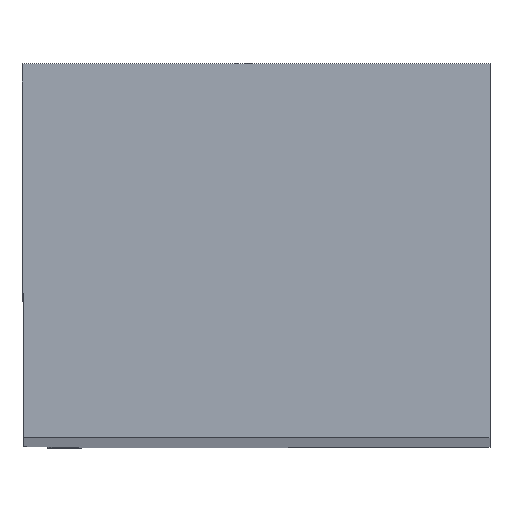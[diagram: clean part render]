
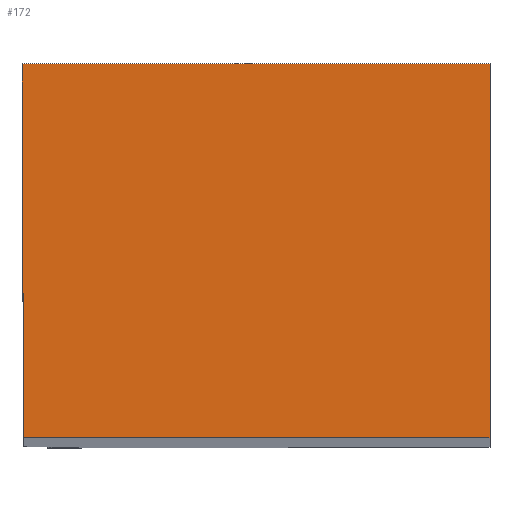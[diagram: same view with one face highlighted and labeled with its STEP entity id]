
A CAD part, top view. The second image highlights one B-rep face of the part: STEP entity #172.
In plain terms, the highlighted planar face has unit normal (0, 0, 1).
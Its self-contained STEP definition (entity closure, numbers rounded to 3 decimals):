
#172=ADVANCED_FACE('',(#226),#205,.T.);
#205=PLANE('',#751);
#226=FACE_OUTER_BOUND('',#249,.T.);
#249=EDGE_LOOP('',(#337,#338,#339,#340));
#337=ORIENTED_EDGE('',*,*,#509,.F.);
#338=ORIENTED_EDGE('',*,*,#507,.F.);
#339=ORIENTED_EDGE('',*,*,#514,.F.);
#340=ORIENTED_EDGE('',*,*,#516,.T.);
#448=VERTEX_POINT('',#1042);
#451=VERTEX_POINT('',#1047);
#452=VERTEX_POINT('',#1052);
#454=VERTEX_POINT('',#1059);
#507=EDGE_CURVE('',#451,#448,#578,.T.);
#509=EDGE_CURVE('',#448,#452,#580,.T.);
#514=EDGE_CURVE('',#454,#451,#584,.T.);
#516=EDGE_CURVE('',#454,#452,#585,.T.);
#578=LINE('',#1048,#628);
#580=LINE('',#1051,#630);
#584=LINE('',#1060,#634);
#585=LINE('',#1064,#635);
#628=VECTOR('',#846,1.);
#630=VECTOR('',#850,1.);
#634=VECTOR('',#858,1.);
#635=VECTOR('',#865,1.);
#751=AXIS2_PLACEMENT_3D('',#1066,#868,#869);
#846=DIRECTION('',(1.,0.,0.));
#850=DIRECTION('',(0.,-1.,0.));
#858=DIRECTION('',(-0.004,1.,0.));
#865=DIRECTION('',(1.,0.,0.));
#868=DIRECTION('',(0.,0.,1.));
#869=DIRECTION('',(-1.,0.,0.));
#1042=CARTESIAN_POINT('',(9.95,7.95,0.));
#1047=CARTESIAN_POINT('',(0.,7.95,0.));
#1048=CARTESIAN_POINT('',(12.,7.95,0.));
#1051=CARTESIAN_POINT('',(9.95,-2.,0.));
#1052=CARTESIAN_POINT('',(9.95,0.,0.));
#1059=CARTESIAN_POINT('',(0.035,0.,0.));
#1060=CARTESIAN_POINT('',(-0.009,9.959,0.));
#1064=CARTESIAN_POINT('',(12.,0.,0.));
#1066=CARTESIAN_POINT('',(-2.,9.95,0.));
